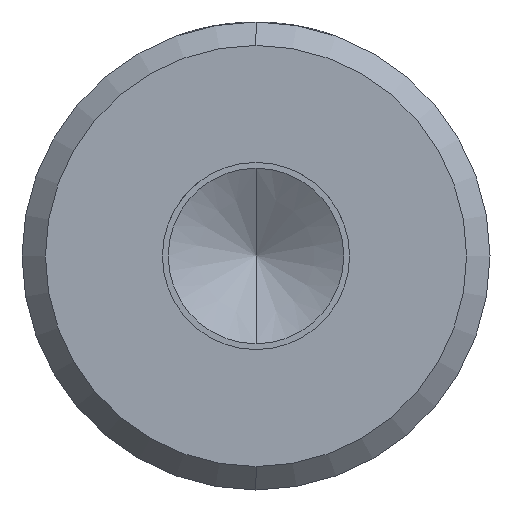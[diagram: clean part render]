
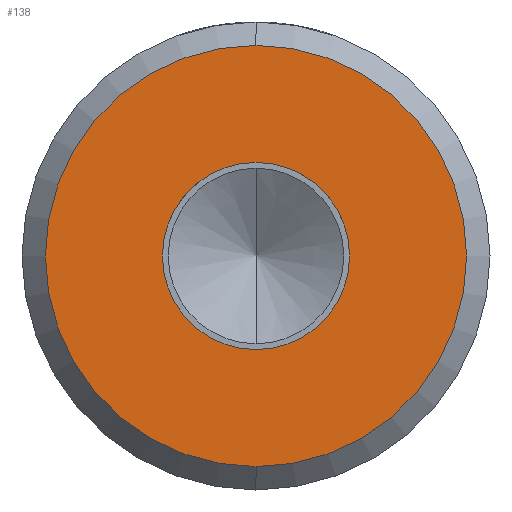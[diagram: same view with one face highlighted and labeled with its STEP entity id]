
A CAD part, left-side view. The second image highlights one B-rep face of the part: STEP entity #138.
In plain terms, the highlighted planar face has unit normal (-1, 0, 0).
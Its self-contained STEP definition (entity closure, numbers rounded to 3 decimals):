
#34 = EDGE_CURVE ( 'NONE', #532, #665, #560, .T. ) ;
#42 = EDGE_CURVE ( 'NONE', #800, #796, #570, .T. ) ;
#51 = DIRECTION ( 'NONE',  ( 1., 0., 0. ) ) ;
#63 = CARTESIAN_POINT ( 'NONE',  ( -14.5, 0., 4. ) ) ;
#74 = AXIS2_PLACEMENT_3D ( 'NONE', #591, #51, #315 ) ;
#83 = PLANE ( 'NONE',  #74 ) ;
#96 = AXIS2_PLACEMENT_3D ( 'NONE', #708, #301, #787 ) ;
#138 = ADVANCED_FACE ( 'NONE', ( #392, #383 ), #83, .F. ) ;
#185 = AXIS2_PLACEMENT_3D ( 'NONE', #728, #625, #567 ) ;
#218 = CARTESIAN_POINT ( 'NONE',  ( -14.5, 0., 9. ) ) ;
#228 = CARTESIAN_POINT ( 'NONE',  ( -14.5, 0., -9. ) ) ;
#240 = CIRCLE ( 'NONE', #96, 9. ) ;
#300 = CARTESIAN_POINT ( 'NONE',  ( -14.5, 0., 0. ) ) ;
#301 = DIRECTION ( 'NONE',  ( -1., 0., 0. ) ) ;
#315 = DIRECTION ( 'NONE',  ( 0., 0., -1. ) ) ;
#321 = EDGE_CURVE ( 'NONE', #665, #532, #354, .T. ) ;
#354 = CIRCLE ( 'NONE', #185, 4. ) ;
#356 = DIRECTION ( 'NONE',  ( 0., 0., 1. ) ) ;
#383 = FACE_BOUND ( 'NONE', #640, .T. ) ;
#392 = FACE_OUTER_BOUND ( 'NONE', #746, .T. ) ;
#414 = DIRECTION ( 'NONE',  ( -1., 0., 0. ) ) ;
#472 = DIRECTION ( 'NONE',  ( -1., 0., 0. ) ) ;
#473 = ORIENTED_EDGE ( 'NONE', *, *, #34, .F. ) ;
#505 = ORIENTED_EDGE ( 'NONE', *, *, #321, .F. ) ;
#518 = AXIS2_PLACEMENT_3D ( 'NONE', #583, #472, #525 ) ;
#525 = DIRECTION ( 'NONE',  ( 0., 0., -1. ) ) ;
#532 = VERTEX_POINT ( 'NONE', #652 ) ;
#560 = CIRCLE ( 'NONE', #812, 4. ) ;
#567 = DIRECTION ( 'NONE',  ( 0., 0., 1. ) ) ;
#570 = CIRCLE ( 'NONE', #518, 9. ) ;
#583 = CARTESIAN_POINT ( 'NONE',  ( -14.5, 0., 0. ) ) ;
#591 = CARTESIAN_POINT ( 'NONE',  ( -14.5, 4., 0. ) ) ;
#592 = ORIENTED_EDGE ( 'NONE', *, *, #42, .T. ) ;
#613 = ORIENTED_EDGE ( 'NONE', *, *, #828, .T. ) ;
#625 = DIRECTION ( 'NONE',  ( -1., 0., 0. ) ) ;
#640 = EDGE_LOOP ( 'NONE', ( #505, #473 ) ) ;
#652 = CARTESIAN_POINT ( 'NONE',  ( -14.5, 0., -4. ) ) ;
#665 = VERTEX_POINT ( 'NONE', #63 ) ;
#708 = CARTESIAN_POINT ( 'NONE',  ( -14.5, 0., 0. ) ) ;
#728 = CARTESIAN_POINT ( 'NONE',  ( -14.5, 0., 0. ) ) ;
#746 = EDGE_LOOP ( 'NONE', ( #613, #592 ) ) ;
#787 = DIRECTION ( 'NONE',  ( 0., 0., -1. ) ) ;
#796 = VERTEX_POINT ( 'NONE', #228 ) ;
#800 = VERTEX_POINT ( 'NONE', #218 ) ;
#812 = AXIS2_PLACEMENT_3D ( 'NONE', #300, #414, #356 ) ;
#828 = EDGE_CURVE ( 'NONE', #796, #800, #240, .T. ) ;
